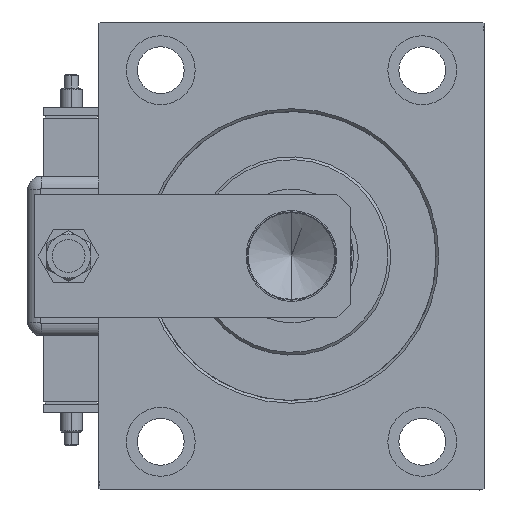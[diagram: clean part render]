
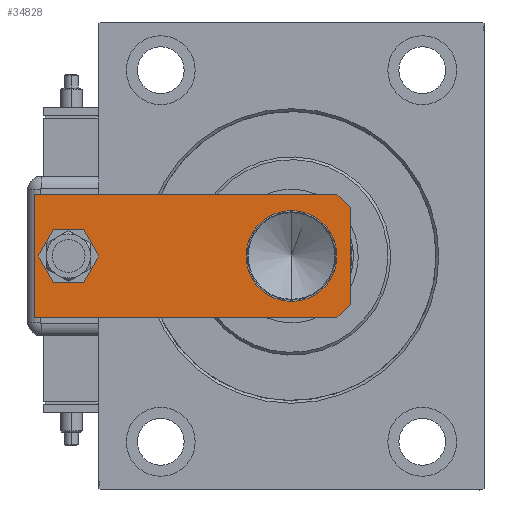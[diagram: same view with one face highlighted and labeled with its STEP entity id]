
A CAD part, left-side view. The second image highlights one B-rep face of the part: STEP entity #34828.
In plain terms, the highlighted face is planar.
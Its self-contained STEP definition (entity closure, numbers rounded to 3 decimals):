
#1203 = EDGE_CURVE ( 'NONE', #4493, #5447, #22495, .T. ) ;
#1731 = LINE ( 'NONE', #20648, #8560 ) ;
#1824 = CARTESIAN_POINT ( 'NONE',  ( -7., 102.5, 0. ) ) ;
#2736 = ORIENTED_EDGE ( 'NONE', *, *, #30957, .T. ) ;
#3106 = CARTESIAN_POINT ( 'NONE',  ( -22.5, 115., 0. ) ) ;
#3316 = LINE ( 'NONE', #22245, #45318 ) ;
#4264 = AXIS2_PLACEMENT_3D ( 'NONE', #28267, #14309, #10573 ) ;
#4493 = VERTEX_POINT ( 'NONE', #53879 ) ;
#4743 = CARTESIAN_POINT ( 'NONE',  ( 0., 21.5, 0. ) ) ;
#5111 = DIRECTION ( 'NONE',  ( 1., 0., 0. ) ) ;
#5114 = ORIENTED_EDGE ( 'NONE', *, *, #55324, .T. ) ;
#5447 = VERTEX_POINT ( 'NONE', #41035 ) ;
#5822 = ORIENTED_EDGE ( 'NONE', *, *, #9420, .F. ) ;
#6145 = AXIS2_PLACEMENT_3D ( 'NONE', #54595, #30983, #5111 ) ;
#7091 = CARTESIAN_POINT ( 'NONE',  ( 0., 102.5, 0. ) ) ;
#7280 = CIRCLE ( 'NONE', #4264, 7. ) ;
#7682 = CARTESIAN_POINT ( 'NONE',  ( 22.5, 5., 0. ) ) ;
#8560 = VECTOR ( 'NONE', #35863, 1000. ) ;
#8767 = LINE ( 'NONE', #42604, #20846 ) ;
#9420 = EDGE_CURVE ( 'NONE', #32459, #31129, #8767, .T. ) ;
#9465 = FACE_BOUND ( 'NONE', #14388, .T. ) ;
#10437 = CARTESIAN_POINT ( 'NONE',  ( 7., 102.5, 0. ) ) ;
#10573 = DIRECTION ( 'NONE',  ( 1., 0., 0. ) ) ;
#11407 = LINE ( 'NONE', #38547, #13884 ) ;
#11446 = DIRECTION ( 'NONE',  ( 1., 0., 0. ) ) ;
#11917 = CARTESIAN_POINT ( 'NONE',  ( 0., 21.5, 0. ) ) ;
#13884 = VECTOR ( 'NONE', #25388, 1000. ) ;
#14024 = LINE ( 'NONE', #37638, #30757 ) ;
#14309 = DIRECTION ( 'NONE',  ( 0., 0., 1. ) ) ;
#14388 = EDGE_LOOP ( 'NONE', ( #50026, #57296 ) ) ;
#15302 = ORIENTED_EDGE ( 'NONE', *, *, #29466, .F. ) ;
#15507 = ORIENTED_EDGE ( 'NONE', *, *, #1203, .T. ) ;
#17694 = CARTESIAN_POINT ( 'NONE',  ( -22.5, 5., 0. ) ) ;
#18104 = CIRCLE ( 'NONE', #30027, 7. ) ;
#19461 = EDGE_CURVE ( 'NONE', #33155, #61052, #18104, .T. ) ;
#20648 = CARTESIAN_POINT ( 'NONE',  ( -22.5, 0., 0. ) ) ;
#20846 = VECTOR ( 'NONE', #36437, 1000. ) ;
#21727 = CIRCLE ( 'NONE', #29675, 16.5 ) ;
#22245 = CARTESIAN_POINT ( 'NONE',  ( 22.5, 5., 0. ) ) ;
#22495 = CIRCLE ( 'NONE', #23497, 16.5 ) ;
#23497 = AXIS2_PLACEMENT_3D ( 'NONE', #11917, #53578, #44868 ) ;
#24961 = LINE ( 'NONE', #30219, #45148 ) ;
#25388 = DIRECTION ( 'NONE',  ( 0., 1., 0. ) ) ;
#28267 = CARTESIAN_POINT ( 'NONE',  ( 0., 102.5, 0. ) ) ;
#28445 = VERTEX_POINT ( 'NONE', #50705 ) ;
#29466 = EDGE_CURVE ( 'NONE', #40310, #32459, #11407, .T. ) ;
#29675 = AXIS2_PLACEMENT_3D ( 'NONE', #4743, #61277, #56617 ) ;
#30027 = AXIS2_PLACEMENT_3D ( 'NONE', #7091, #35057, #11446 ) ;
#30219 = CARTESIAN_POINT ( 'NONE',  ( -22.5, 115., 0. ) ) ;
#30757 = VECTOR ( 'NONE', #38265, 1000. ) ;
#30782 = CARTESIAN_POINT ( 'NONE',  ( 22.5, 115., 0. ) ) ;
#30957 = EDGE_CURVE ( 'NONE', #39627, #40947, #14024, .T. ) ;
#30983 = DIRECTION ( 'NONE',  ( 0., 0., 1. ) ) ;
#31129 = VERTEX_POINT ( 'NONE', #3106 ) ;
#32452 = FACE_OUTER_BOUND ( 'NONE', #39366, .T. ) ;
#32459 = VERTEX_POINT ( 'NONE', #30782 ) ;
#32949 = ORIENTED_EDGE ( 'NONE', *, *, #49862, .F. ) ;
#33155 = VERTEX_POINT ( 'NONE', #10437 ) ;
#34828 = ADVANCED_FACE ( 'NONE', ( #32452, #9465, #47372 ), #42690, .F. ) ;
#35057 = DIRECTION ( 'NONE',  ( 0., 0., 1. ) ) ;
#35193 = ORIENTED_EDGE ( 'NONE', *, *, #51598, .T. ) ;
#35863 = DIRECTION ( 'NONE',  ( 1., 0., 0. ) ) ;
#36437 = DIRECTION ( 'NONE',  ( -1., 0., 0. ) ) ;
#37212 = EDGE_LOOP ( 'NONE', ( #15507, #5114 ) ) ;
#37638 = CARTESIAN_POINT ( 'NONE',  ( -17.5, 0., 0. ) ) ;
#38265 = DIRECTION ( 'NONE',  ( -0.707, 0.707, 0. ) ) ;
#38547 = CARTESIAN_POINT ( 'NONE',  ( 22.5, 0., 0. ) ) ;
#39366 = EDGE_LOOP ( 'NONE', ( #32949, #2736, #58171, #5822, #15302, #35193 ) ) ;
#39627 = VERTEX_POINT ( 'NONE', #54058 ) ;
#40310 = VERTEX_POINT ( 'NONE', #7682 ) ;
#40947 = VERTEX_POINT ( 'NONE', #17694 ) ;
#41035 = CARTESIAN_POINT ( 'NONE',  ( 16.5, 21.5, 0. ) ) ;
#42604 = CARTESIAN_POINT ( 'NONE',  ( 22.5, 115., 0. ) ) ;
#42690 = PLANE ( 'NONE',  #6145 ) ;
#44868 = DIRECTION ( 'NONE',  ( 1., 0., 0. ) ) ;
#45148 = VECTOR ( 'NONE', #53533, 1000. ) ;
#45318 = VECTOR ( 'NONE', #56407, 1000. ) ;
#46433 = EDGE_CURVE ( 'NONE', #31129, #40947, #24961, .T. ) ;
#47372 = FACE_BOUND ( 'NONE', #37212, .T. ) ;
#49862 = EDGE_CURVE ( 'NONE', #39627, #28445, #1731, .T. ) ;
#50026 = ORIENTED_EDGE ( 'NONE', *, *, #59034, .T. ) ;
#50705 = CARTESIAN_POINT ( 'NONE',  ( 17.5, 0., 0. ) ) ;
#51598 = EDGE_CURVE ( 'NONE', #40310, #28445, #3316, .T. ) ;
#53533 = DIRECTION ( 'NONE',  ( 0., -1., 0. ) ) ;
#53578 = DIRECTION ( 'NONE',  ( 0., 0., 1. ) ) ;
#53879 = CARTESIAN_POINT ( 'NONE',  ( -16.5, 21.5, 0. ) ) ;
#54058 = CARTESIAN_POINT ( 'NONE',  ( -17.5, 0., 0. ) ) ;
#54595 = CARTESIAN_POINT ( 'NONE',  ( 0., 0., 0. ) ) ;
#55324 = EDGE_CURVE ( 'NONE', #5447, #4493, #21727, .T. ) ;
#56407 = DIRECTION ( 'NONE',  ( -0.707, -0.707, 0. ) ) ;
#56617 = DIRECTION ( 'NONE',  ( 1., 0., 0. ) ) ;
#57296 = ORIENTED_EDGE ( 'NONE', *, *, #19461, .T. ) ;
#58171 = ORIENTED_EDGE ( 'NONE', *, *, #46433, .F. ) ;
#59034 = EDGE_CURVE ( 'NONE', #61052, #33155, #7280, .T. ) ;
#61052 = VERTEX_POINT ( 'NONE', #1824 ) ;
#61277 = DIRECTION ( 'NONE',  ( 0., 0., 1. ) ) ;
